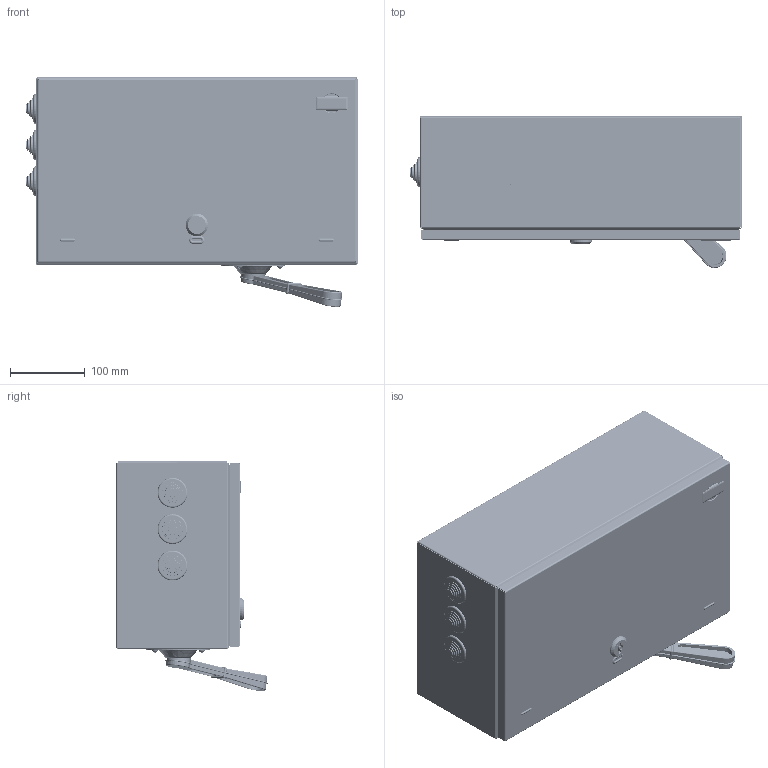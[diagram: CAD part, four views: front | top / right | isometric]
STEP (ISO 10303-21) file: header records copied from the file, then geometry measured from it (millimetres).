
FILE_DESCRIPTION (( 'STEP AP214' ), '1' );
FILE_NAME ('U450321 ßùèê ñèëîâîé ßÐÏ-100Ï-IP54-Ó3 Óçîëà (450.000.011-01).STEP', '2025-06-23T05:37:44', ( '' ), ( '' ), 'SwSTEP 2.0', 'SolidWorks 2017', '' );
FILE_SCHEMA (( 'AUTOMOTIVE_DESIGN' ));
Length unit declared in the file: millimetre
Products named in the file (57): 037-12 毳罻 櫇襛醂00; ﾇ瑟鶴 ﾇﾘ-1 (ﾟﾇﾘﾂ.0_L45)_00; 鎔艜_17473_M5x10; 鎔艜_17473_M5x20; 056-52 椯鴀殣罻_06; Øïëèíò_397_3,2å40; 046-04 青汶篪赅 忖钿郷20_1; 鎔艜_17473_M5x14; Ðóêîÿòêà_ÂÐ32_2_00; 000.612.046 Äåðæàòåëü ïðåäîõðàíèòåëÿ 100À_01; 044-35 砎鍧錟儆趌00; 026-56 赶鎀鍧_00; 025-340  砑鳧罻 膰艜魛蠉_00; 012-132 眈翴錪 鳱歑醂03; 嵑殧趌6402_3; 000.106.011 忺謤僔_00-01; 蹴濋趌5927_M6; 019-33 砑鳧罻_01; 鎔艜_17473_M6x25; 椷摠樦趌00; 嵑殧趌6402_5; ﾎ魵瑙韃 ﾎﾔﾏ-2_01; 002-113 栺樇罻_02; 嵑殧趌6402_6; 026-26 赶鎀鍧_00; 008-63 栺樇罻_00; U450321 ßùèê ñèëîâîé ßÐÏ-100Ï-IP54-Ó3 Óçîëà (450.000.011-01); Ïðîêëàäêà ïåíîïîëèóðèòàí ßÐÏ-100Ï_03; 002-112 栺樇罻_01; 鍔錓_7798_M6x20; 鎗鵻罻_覆32_2-1 扷貘獥00; ч瀁禬п-1_00; 060-233 嵙縺 葎珫-100_01; 鎔艜_17473_M6x12; 029-96 扰鍙欙樥燲01; 000.211.053 ﾎ魵瑙韃 葢褞鐇01; 023-08 砑鳧罻_01; 000.612.047 Êîíòàêò 100À_00; 060-232 嵙縺 葎珫-100_00; 鍔錓_7798_M6x25 ...
Assembly tree (176 placements, depth 4):
  U450321 ßùèê ñèëîâîé ßÐÏ-100Ï-IP54-Ó3 Óçîëà (450.000.011-01)
    000.106.011 忺謤僔_00-01
      008-63 栺樇罻_00
      002-113 栺樇罻_02
      002-112 栺樇罻_01
      028-16 栴鍕趌00  x2
      026-26 赶鎀鍧_00
      029-96 扰鍙欙樥燲01  x2
      019-33 砑鳧罻_01  x2
      Øïèëüêà çàçåìëåíèÿ CKF CS_Œ6å16
    037-12 毳罻 櫇襛醂00  x2
    Øïëèíò_397_3,2å40  x2
    嵑殧趌11371_5  x9
    嵑殧趌6402_5  x13
    鎔艜_17473_M5x10  x10
    000.201.047 攜歑罻_01-01
      000.211.053 ﾎ魵瑙韃 葢褞鐇01
        012-132 眈翴錪 鳱歑醂03
        026-56 赶鎀鍧_00  x2
      ﾇ瑟鶴 ﾇﾘ-1 (ﾟﾇﾘﾂ.0_L45)_00
        扻豵鵨_п-1
        ч瀁禬п-1_00
        嵑殧趌11371_6
        鎔艜_17473_M6x12
      Ïðîêëàäêà ïåíîïîëèóðèòàí ßÐÏ-100Ï_03
      椷摠樦趌00
    嵑殧趌11371_6  x8
    嵑殧趌6402_6  x4
    蹴濋趌5915_M6  x4
    鍔錓_7798_M6x20
    056-52 椯鴀殣罻_06
    ��32-31�71250-32 ���������_��32-31�71250-32(�����)
      ������_��32_31 ���������_��32(100�)����
      嵑殧趌11371_6  x18
      鍔錓_7798_M6x20  x9
      嵑殧趌6402_3  x9
      蹴濋趌5927_M6  x9
      ﾊ濱ﾂﾐ32_2-1_00
      Ðóêîÿòêà_ÂÐ32_2_00
      鎗鵻罻_覆32_2-1 扷貘獥00
    000.612.046 Äåðæàòåëü ïðåäîõðàíèòåëÿ 100À_01  x3
      ﾎ魵瑙韃 ﾎﾔﾏ-2_01
      000.612.047 Êîíòàêò 100À_00
        043-49 Êîíòàêò 100À_01 "100€"
        Ïðóæèíà-êîëüöî1_ðóáèëüíèê 100À_00
        023-08 砑鳧罻_01
        嵑殧趌11371_5  x2
        鎔艜_17473_M5x20  x2
        嵑殧趌11371_6  x2
        嵑殧趌6402_6
        蹴濋趌5915_M6
        鍔錓_7798_M6x25
        嵑殧趌6402_5  x2
      025-340  砑鳧罻 膰艜魛蠉_00
    044-35 砎鍧錟儆趌00  x3
    鎔艜_17473_M6x25  x3
    橡邃铛疣龛蝈朦 贤2_1_弽2-100  x3
    鎔艜_17473_M5x14  x3
    蹴濋趌5915_M5  x3
    010-72 眈翴錪_00
Bounding box: 442.8 x 202.04 x 306.66 mm (x, y, z)
Volume: 1752940.8 mm3; surface area: 1574735.7 mm2
Topology: 275 solids, 276 shells, 6985 faces, 16997 edges, 10923 vertices
Faces by surface type: plane 3854, cylinder 1901, bspline 903, torus 173, sphere 88, cone 66
Entity records: 208776 total; most frequent: CARTESIAN_POINT 110043, ORIENTED_EDGE 20774, DIRECTION 17026, EDGE_CURVE 10387, VERTEX_POINT 6724, VECTOR 6640, LINE 6640, AXIS2_PLACEMENT_3D 5193
